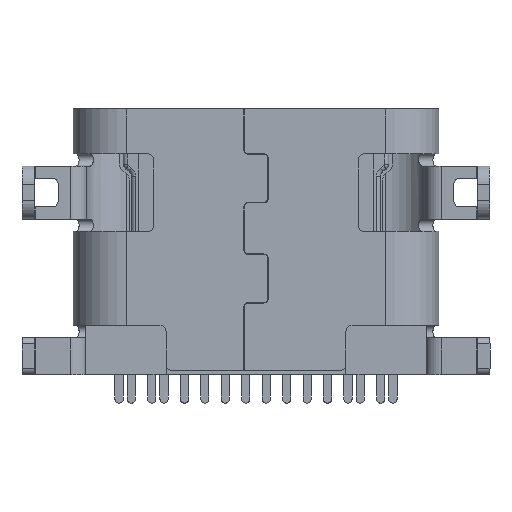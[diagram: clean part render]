
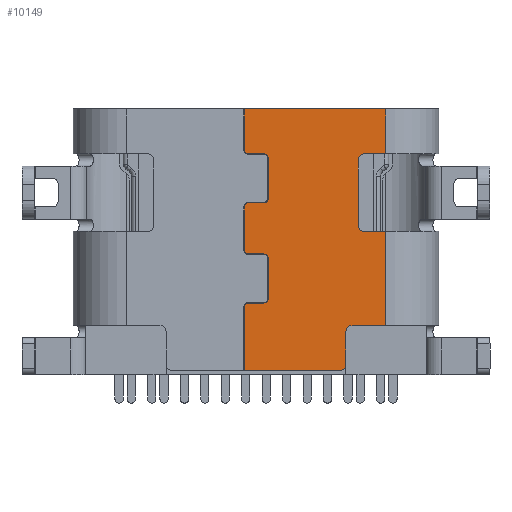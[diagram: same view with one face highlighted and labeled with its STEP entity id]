
A CAD part, front view. The second image highlights one B-rep face of the part: STEP entity #10149.
In plain terms, the highlighted planar face has unit normal (0, -1, 0).
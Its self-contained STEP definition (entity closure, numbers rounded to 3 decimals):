
#504=PLANE('',#10972);
#958=FACE_OUTER_BOUND('',#1530,.T.);
#1530=EDGE_LOOP('',(#8023,#8024,#8025,#8026,#8027,#8028,#8029,#8030,#8031,
#8032,#8033,#8034,#8035,#8036,#8037,#8038,#8039,#8040,#8041,#8042,#8043,
#8044,#8045,#8046,#8047,#8048,#8049,#8050,#8051,#8052));
#1960=LINE('',#14806,#2972);
#1964=LINE('',#14815,#2976);
#1986=LINE('',#14886,#2998);
#2005=LINE('',#14954,#3017);
#2031=LINE('',#15035,#3043);
#2066=LINE('',#15287,#3078);
#2068=LINE('',#15292,#3080);
#2072=LINE('',#15298,#3084);
#2074=LINE('',#15303,#3086);
#2079=LINE('',#15310,#3091);
#2081=LINE('',#15314,#3093);
#2112=LINE('',#15403,#3124);
#2116=LINE('',#15409,#3128);
#2117=LINE('',#15413,#3129);
#2121=LINE('',#15420,#3133);
#2123=LINE('',#15425,#3135);
#2126=LINE('',#15431,#3138);
#2129=LINE('',#15436,#3141);
#2972=VECTOR('',#11744,1000.);
#2976=VECTOR('',#11750,1000.);
#2998=VECTOR('',#11812,1000.);
#3017=VECTOR('',#11873,1000.);
#3043=VECTOR('',#11947,1000.);
#3078=VECTOR('',#12074,1000.);
#3080=VECTOR('',#12078,1000.);
#3084=VECTOR('',#12084,1000.);
#3086=VECTOR('',#12088,1000.);
#3091=VECTOR('',#12095,1000.);
#3093=VECTOR('',#12099,1000.);
#3124=VECTOR('',#12218,1000.);
#3128=VECTOR('',#12224,1000.);
#3129=VECTOR('',#12227,1000.);
#3133=VECTOR('',#12233,1000.);
#3135=VECTOR('',#12237,1000.);
#3138=VECTOR('',#12242,1000.);
#3141=VECTOR('',#12247,1000.);
#4012=CIRCLE('',#10720,0.15);
#4013=CIRCLE('',#10722,0.15);
#4014=CIRCLE('',#10724,0.15);
#4015=CIRCLE('',#10726,0.15);
#4097=CIRCLE('',#10904,0.1);
#4098=CIRCLE('',#10906,0.1);
#4099=CIRCLE('',#10908,0.1);
#4100=CIRCLE('',#10912,0.1);
#4101=CIRCLE('',#10914,0.11);
#4102=CIRCLE('',#10917,0.11);
#4103=CIRCLE('',#10921,0.11);
#4104=CIRCLE('',#10923,0.11);
#4423=VERTEX_POINT('',#14804);
#4424=VERTEX_POINT('',#14805);
#4427=VERTEX_POINT('',#14813);
#4428=VERTEX_POINT('',#14814);
#4455=VERTEX_POINT('',#14882);
#4457=VERTEX_POINT('',#14885);
#4479=VERTEX_POINT('',#14946);
#4481=VERTEX_POINT('',#14952);
#4512=VERTEX_POINT('',#15032);
#4564=VERTEX_POINT('',#15284);
#4565=VERTEX_POINT('',#15286);
#4566=VERTEX_POINT('',#15290);
#4567=VERTEX_POINT('',#15291);
#4568=VERTEX_POINT('',#15297);
#4569=VERTEX_POINT('',#15301);
#4570=VERTEX_POINT('',#15302);
#4571=VERTEX_POINT('',#15308);
#4572=VERTEX_POINT('',#15313);
#4585=VERTEX_POINT('',#15400);
#4586=VERTEX_POINT('',#15402);
#4587=VERTEX_POINT('',#15407);
#4588=VERTEX_POINT('',#15411);
#4589=VERTEX_POINT('',#15412);
#4590=VERTEX_POINT('',#15417);
#4591=VERTEX_POINT('',#15419);
#4592=VERTEX_POINT('',#15423);
#4593=VERTEX_POINT('',#15424);
#4594=VERTEX_POINT('',#15429);
#4595=VERTEX_POINT('',#15430);
#4596=VERTEX_POINT('',#15435);
#5388=EDGE_CURVE('',#4423,#4424,#1960,.T.);
#5392=EDGE_CURVE('',#4427,#4428,#1964,.T.);
#5425=EDGE_CURVE('',#4455,#4457,#1986,.T.);
#5457=EDGE_CURVE('',#4479,#4481,#2005,.T.);
#5499=EDGE_CURVE('',#4479,#4512,#2031,.T.);
#5573=EDGE_CURVE('',#4564,#4565,#2066,.T.);
#5575=EDGE_CURVE('',#4566,#4567,#2068,.T.);
#5579=EDGE_CURVE('',#4457,#4568,#2072,.T.);
#5581=EDGE_CURVE('',#4569,#4570,#2074,.T.);
#5586=EDGE_CURVE('',#4571,#4455,#2079,.T.);
#5588=EDGE_CURVE('',#4512,#4572,#2081,.T.);
#5626=EDGE_CURVE('',#4564,#4567,#4012,.T.);
#5627=EDGE_CURVE('',#4566,#4568,#4013,.T.);
#5628=EDGE_CURVE('',#4571,#4570,#4014,.T.);
#5629=EDGE_CURVE('',#4569,#4572,#4015,.T.);
#5631=EDGE_CURVE('',#4586,#4585,#2112,.T.);
#5635=EDGE_CURVE('',#4587,#4481,#2116,.T.);
#5636=EDGE_CURVE('',#4588,#4589,#2117,.T.);
#5640=EDGE_CURVE('',#4591,#4590,#2121,.T.);
#5642=EDGE_CURVE('',#4592,#4593,#2123,.T.);
#5645=EDGE_CURVE('',#4594,#4595,#2126,.T.);
#5648=EDGE_CURVE('',#4565,#4596,#2129,.T.);
#5874=EDGE_CURVE('',#4587,#4586,#4097,.T.);
#5875=EDGE_CURVE('',#4588,#4593,#4098,.T.);
#5876=EDGE_CURVE('',#4592,#4591,#4099,.T.);
#5877=EDGE_CURVE('',#4594,#4596,#4100,.T.);
#5878=EDGE_CURVE('',#4585,#4428,#4101,.T.);
#5879=EDGE_CURVE('',#4427,#4589,#4102,.T.);
#5880=EDGE_CURVE('',#4590,#4424,#4103,.T.);
#5881=EDGE_CURVE('',#4423,#4595,#4104,.T.);
#8023=ORIENTED_EDGE('',*,*,#5635,.F.);
#8024=ORIENTED_EDGE('',*,*,#5874,.T.);
#8025=ORIENTED_EDGE('',*,*,#5631,.T.);
#8026=ORIENTED_EDGE('',*,*,#5878,.T.);
#8027=ORIENTED_EDGE('',*,*,#5392,.F.);
#8028=ORIENTED_EDGE('',*,*,#5879,.T.);
#8029=ORIENTED_EDGE('',*,*,#5636,.F.);
#8030=ORIENTED_EDGE('',*,*,#5875,.T.);
#8031=ORIENTED_EDGE('',*,*,#5642,.F.);
#8032=ORIENTED_EDGE('',*,*,#5876,.T.);
#8033=ORIENTED_EDGE('',*,*,#5640,.T.);
#8034=ORIENTED_EDGE('',*,*,#5880,.T.);
#8035=ORIENTED_EDGE('',*,*,#5388,.F.);
#8036=ORIENTED_EDGE('',*,*,#5881,.T.);
#8037=ORIENTED_EDGE('',*,*,#5645,.F.);
#8038=ORIENTED_EDGE('',*,*,#5877,.T.);
#8039=ORIENTED_EDGE('',*,*,#5648,.F.);
#8040=ORIENTED_EDGE('',*,*,#5573,.F.);
#8041=ORIENTED_EDGE('',*,*,#5626,.T.);
#8042=ORIENTED_EDGE('',*,*,#5575,.F.);
#8043=ORIENTED_EDGE('',*,*,#5627,.T.);
#8044=ORIENTED_EDGE('',*,*,#5579,.F.);
#8045=ORIENTED_EDGE('',*,*,#5425,.F.);
#8046=ORIENTED_EDGE('',*,*,#5586,.F.);
#8047=ORIENTED_EDGE('',*,*,#5628,.T.);
#8048=ORIENTED_EDGE('',*,*,#5581,.F.);
#8049=ORIENTED_EDGE('',*,*,#5629,.T.);
#8050=ORIENTED_EDGE('',*,*,#5588,.F.);
#8051=ORIENTED_EDGE('',*,*,#5499,.F.);
#8052=ORIENTED_EDGE('',*,*,#5457,.T.);
#10149=ADVANCED_FACE('',(#958),#504,.T.);
#10720=AXIS2_PLACEMENT_3D('',#15386,#12189,#12190);
#10722=AXIS2_PLACEMENT_3D('',#15388,#12193,#12194);
#10724=AXIS2_PLACEMENT_3D('',#15390,#12197,#12198);
#10726=AXIS2_PLACEMENT_3D('',#15392,#12201,#12202);
#10904=AXIS2_PLACEMENT_3D('',#15984,#12712,#12713);
#10906=AXIS2_PLACEMENT_3D('',#15986,#12716,#12717);
#10908=AXIS2_PLACEMENT_3D('',#15988,#12720,#12721);
#10912=AXIS2_PLACEMENT_3D('',#15992,#12728,#12729);
#10914=AXIS2_PLACEMENT_3D('',#15994,#12732,#12733);
#10917=AXIS2_PLACEMENT_3D('',#15997,#12738,#12739);
#10921=AXIS2_PLACEMENT_3D('',#16001,#12746,#12747);
#10923=AXIS2_PLACEMENT_3D('',#16003,#12750,#12751);
#10972=AXIS2_PLACEMENT_3D('',#16116,#12870,#12871);
#11744=DIRECTION('',(0.,0.,1.));
#11750=DIRECTION('',(0.,0.,1.));
#11812=DIRECTION('',(0.,0.,-1.));
#11873=DIRECTION('',(-1.,0.,0.));
#11947=DIRECTION('',(0.,0.,-1.));
#12074=DIRECTION('',(-1.,0.,0.));
#12078=DIRECTION('',(0.,0.,-1.));
#12084=DIRECTION('',(-1.,0.,0.));
#12088=DIRECTION('',(0.,0.,-1.));
#12095=DIRECTION('',(1.,0.,0.));
#12099=DIRECTION('',(-1.,0.,0.));
#12189=DIRECTION('center_axis',(0.,-1.,0.));
#12190=DIRECTION('ref_axis',(1.,0.,0.));
#12193=DIRECTION('center_axis',(0.,1.,0.));
#12194=DIRECTION('ref_axis',(1.,0.,0.));
#12197=DIRECTION('center_axis',(0.,1.,0.));
#12198=DIRECTION('ref_axis',(1.,0.,0.));
#12201=DIRECTION('center_axis',(0.,1.,0.));
#12202=DIRECTION('ref_axis',(1.,0.,0.));
#12218=DIRECTION('',(1.,0.,0.));
#12224=DIRECTION('',(0.,0.,1.));
#12227=DIRECTION('',(1.,0.,0.));
#12233=DIRECTION('',(1.,0.,0.));
#12237=DIRECTION('',(0.,0.,1.));
#12242=DIRECTION('',(1.,0.,0.));
#12247=DIRECTION('',(0.,0.,1.));
#12712=DIRECTION('center_axis',(0.,-1.,0.));
#12713=DIRECTION('ref_axis',(1.,0.,0.));
#12716=DIRECTION('center_axis',(0.,-1.,0.));
#12717=DIRECTION('ref_axis',(1.,0.,0.));
#12720=DIRECTION('center_axis',(0.,-1.,0.));
#12721=DIRECTION('ref_axis',(1.,0.,0.));
#12728=DIRECTION('center_axis',(0.,-1.,0.));
#12729=DIRECTION('ref_axis',(1.,0.,0.));
#12732=DIRECTION('center_axis',(0.,1.,0.));
#12733=DIRECTION('ref_axis',(1.,0.,0.));
#12738=DIRECTION('center_axis',(0.,1.,0.));
#12739=DIRECTION('ref_axis',(1.,0.,0.));
#12746=DIRECTION('center_axis',(0.,1.,0.));
#12747=DIRECTION('ref_axis',(1.,0.,0.));
#12750=DIRECTION('center_axis',(0.,1.,0.));
#12751=DIRECTION('ref_axis',(1.,0.,0.));
#12870=DIRECTION('center_axis',(0.,-1.,0.));
#12871=DIRECTION('ref_axis',(1.,0.,0.));
#14804=CARTESIAN_POINT('',(0.3,-1.58,1.86));
#14805=CARTESIAN_POINT('',(0.3,-1.58,2.84));
#14806=CARTESIAN_POINT('',(0.3,-1.58,6.5));
#14813=CARTESIAN_POINT('',(0.3,-1.58,4.31));
#14814=CARTESIAN_POINT('',(0.3,-1.58,5.29));
#14815=CARTESIAN_POINT('',(0.3,-1.58,6.5));
#14882=CARTESIAN_POINT('',(3.17,-1.58,3.5));
#14885=CARTESIAN_POINT('',(3.17,-1.58,1.2));
#14886=CARTESIAN_POINT('',(3.17,-1.58,6.5));
#14946=CARTESIAN_POINT('',(3.17,-1.58,6.5));
#14952=CARTESIAN_POINT('',(-0.29,-1.58,6.5));
#14954=CARTESIAN_POINT('',(3.17,-1.58,6.5));
#15032=CARTESIAN_POINT('',(3.17,-1.58,5.4));
#15035=CARTESIAN_POINT('',(3.17,-1.58,6.5));
#15284=CARTESIAN_POINT('',(2.05,-1.58,0.1));
#15286=CARTESIAN_POINT('',(-0.29,-1.58,0.1));
#15287=CARTESIAN_POINT('',(2.2,-1.58,0.1));
#15290=CARTESIAN_POINT('',(2.2,-1.58,1.05));
#15291=CARTESIAN_POINT('',(2.2,-1.58,0.25));
#15292=CARTESIAN_POINT('',(2.2,-1.58,1.2));
#15297=CARTESIAN_POINT('',(2.35,-1.58,1.2));
#15298=CARTESIAN_POINT('',(5.87,-1.58,1.2));
#15301=CARTESIAN_POINT('',(2.5,-1.58,5.25));
#15302=CARTESIAN_POINT('',(2.5,-1.58,3.65));
#15303=CARTESIAN_POINT('',(2.5,-1.58,5.4));
#15308=CARTESIAN_POINT('',(2.65,-1.58,3.5));
#15310=CARTESIAN_POINT('',(5.87,-1.58,3.5));
#15313=CARTESIAN_POINT('',(2.65,-1.58,5.4));
#15314=CARTESIAN_POINT('',(5.87,-1.58,5.4));
#15386=CARTESIAN_POINT('Origin',(2.05,-1.58,0.25));
#15388=CARTESIAN_POINT('Origin',(2.35,-1.58,1.05));
#15390=CARTESIAN_POINT('Origin',(2.65,-1.58,3.65));
#15392=CARTESIAN_POINT('Origin',(2.65,-1.58,5.25));
#15400=CARTESIAN_POINT('',(0.19,-1.58,5.4));
#15402=CARTESIAN_POINT('',(-0.19,-1.58,5.4));
#15403=CARTESIAN_POINT('',(-0.29,-1.58,5.4));
#15407=CARTESIAN_POINT('',(-0.29,-1.58,5.5));
#15409=CARTESIAN_POINT('',(-0.29,-1.58,6.5));
#15411=CARTESIAN_POINT('',(-0.19,-1.58,4.2));
#15412=CARTESIAN_POINT('',(0.19,-1.58,4.2));
#15413=CARTESIAN_POINT('',(-0.29,-1.58,4.2));
#15417=CARTESIAN_POINT('',(0.19,-1.58,2.95));
#15419=CARTESIAN_POINT('',(-0.19,-1.58,2.95));
#15420=CARTESIAN_POINT('',(-0.29,-1.58,2.95));
#15423=CARTESIAN_POINT('',(-0.29,-1.58,3.05));
#15424=CARTESIAN_POINT('',(-0.29,-1.58,4.1));
#15425=CARTESIAN_POINT('',(-0.29,-1.58,4.2));
#15429=CARTESIAN_POINT('',(-0.19,-1.58,1.75));
#15430=CARTESIAN_POINT('',(0.19,-1.58,1.75));
#15431=CARTESIAN_POINT('',(-0.29,-1.58,1.75));
#15435=CARTESIAN_POINT('',(-0.29,-1.58,1.65));
#15436=CARTESIAN_POINT('',(-0.29,-1.58,0.1));
#15984=CARTESIAN_POINT('Origin',(-0.19,-1.58,5.5));
#15986=CARTESIAN_POINT('Origin',(-0.19,-1.58,4.1));
#15988=CARTESIAN_POINT('Origin',(-0.19,-1.58,3.05));
#15992=CARTESIAN_POINT('Origin',(-0.19,-1.58,1.65));
#15994=CARTESIAN_POINT('Origin',(0.19,-1.58,5.29));
#15997=CARTESIAN_POINT('Origin',(0.19,-1.58,4.31));
#16001=CARTESIAN_POINT('Origin',(0.19,-1.58,2.84));
#16003=CARTESIAN_POINT('Origin',(0.19,-1.58,1.86));
#16116=CARTESIAN_POINT('Origin',(3.17,-1.58,6.5));
